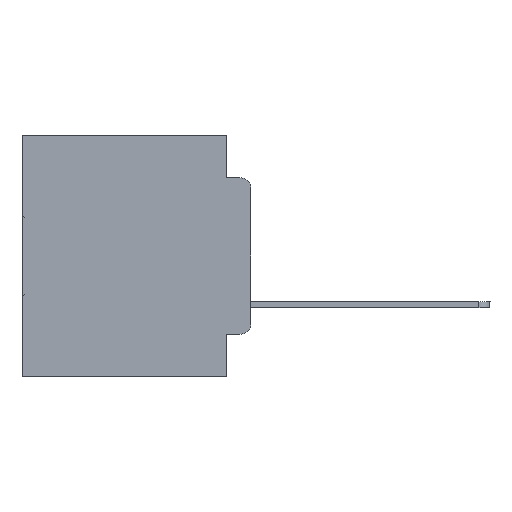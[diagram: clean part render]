
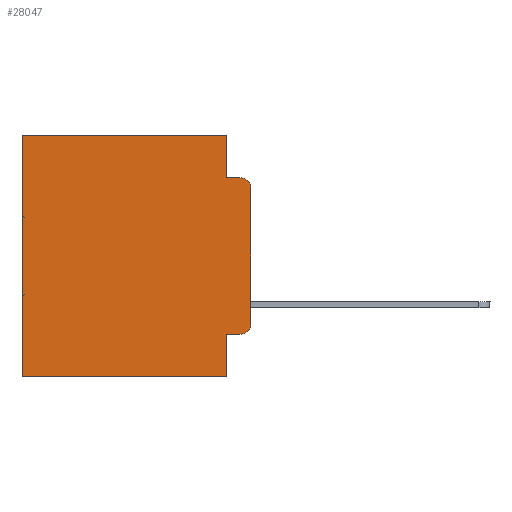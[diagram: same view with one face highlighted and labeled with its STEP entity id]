
A CAD part, left-side view. The second image highlights one B-rep face of the part: STEP entity #28047.
In plain terms, the highlighted planar face has unit normal (-1, 0, 0).
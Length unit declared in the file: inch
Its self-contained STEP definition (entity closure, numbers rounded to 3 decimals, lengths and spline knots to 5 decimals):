
#56 = EDGE_CURVE ( 'NONE', #16408, #28075, #21461, .T. ) ;
#184 = ORIENTED_EDGE ( 'NONE', *, *, #26359, .T. ) ;
#319 = EDGE_CURVE ( 'NONE', #8376, #6307, #13350, .T. ) ;
#866 = LINE ( 'NONE', #15658, #15488 ) ;
#1043 = VERTEX_POINT ( 'NONE', #18455 ) ;
#1224 = CIRCLE ( 'NONE', #26248, 0.02 ) ;
#1228 = CARTESIAN_POINT ( 'NONE',  ( 0.298, 0., 0. ) ) ;
#1474 = CARTESIAN_POINT ( 'NONE',  ( 0.298, 0.02, -0.0885 ) ) ;
#2004 = AXIS2_PLACEMENT_3D ( 'NONE', #21913, #19694, #16621 ) ;
#3734 = CARTESIAN_POINT ( 'NONE',  ( 0.298, 0.051, -0.4115 ) ) ;
#3787 = CARTESIAN_POINT ( 'NONE',  ( 0.298, 0.051, -0.5 ) ) ;
#3863 = DIRECTION ( 'NONE',  ( 0., 0., -1. ) ) ;
#3966 = DIRECTION ( 'NONE',  ( 0., -1., 0. ) ) ;
#4869 = VERTEX_POINT ( 'NONE', #28951 ) ;
#5351 = DIRECTION ( 'NONE',  ( 0., 0., -1. ) ) ;
#5466 = DIRECTION ( 'NONE',  ( 0., -1., 0. ) ) ;
#5992 = ORIENTED_EDGE ( 'NONE', *, *, #17992, .F. ) ;
#6016 = VERTEX_POINT ( 'NONE', #23065 ) ;
#6107 = PLANE ( 'NONE',  #17523 ) ;
#6307 = VERTEX_POINT ( 'NONE', #18995 ) ;
#7270 = VECTOR ( 'NONE', #3863, 39.37008 ) ;
#8154 = EDGE_LOOP ( 'NONE', ( #14665, #26561, #16872, #32354, #19373, #28016, #33250, #5992, #184, #32972 ) ) ;
#8178 = EDGE_CURVE ( 'NONE', #6016, #1043, #28406, .T. ) ;
#8189 = DIRECTION ( 'NONE',  ( 0., 0., -1. ) ) ;
#8376 = VERTEX_POINT ( 'NONE', #32997 ) ;
#8980 = DIRECTION ( 'NONE',  ( -1., 0., 0. ) ) ;
#9743 = VECTOR ( 'NONE', #22637, 39.37008 ) ;
#10541 = CARTESIAN_POINT ( 'NONE',  ( 0.298, 0.051, 0. ) ) ;
#10984 = DIRECTION ( 'NONE',  ( 1., 0., 0. ) ) ;
#11262 = VERTEX_POINT ( 'NONE', #3787 ) ;
#11631 = LINE ( 'NONE', #3734, #33395 ) ;
#11924 = DIRECTION ( 'NONE',  ( 0., 0., -1. ) ) ;
#12597 = CIRCLE ( 'NONE', #2004, 0.02 ) ;
#13127 = FACE_OUTER_BOUND ( 'NONE', #8154, .T. ) ;
#13350 = LINE ( 'NONE', #1228, #7270 ) ;
#14665 = ORIENTED_EDGE ( 'NONE', *, *, #319, .F. ) ;
#15034 = LINE ( 'NONE', #27476, #27525 ) ;
#15488 = VECTOR ( 'NONE', #5466, 39.37008 ) ;
#15658 = CARTESIAN_POINT ( 'NONE',  ( 0.298, 0.051, -0.0885 ) ) ;
#16206 = CARTESIAN_POINT ( 'NONE',  ( 0.298, 0., 0. ) ) ;
#16408 = VERTEX_POINT ( 'NONE', #23072 ) ;
#16561 = EDGE_CURVE ( 'NONE', #11262, #1043, #27578, .T. ) ;
#16621 = DIRECTION ( 'NONE',  ( 0., 0., -1. ) ) ;
#16631 = DIRECTION ( 'NONE',  ( 0., 1., 0. ) ) ;
#16872 = ORIENTED_EDGE ( 'NONE', *, *, #31605, .F. ) ;
#17523 = AXIS2_PLACEMENT_3D ( 'NONE', #16206, #10984, #29254 ) ;
#17992 = EDGE_CURVE ( 'NONE', #18228, #11262, #15034, .T. ) ;
#18011 = EDGE_CURVE ( 'NONE', #16408, #6016, #19066, .T. ) ;
#18228 = VERTEX_POINT ( 'NONE', #28702 ) ;
#18455 = CARTESIAN_POINT ( 'NONE',  ( 0.298, 0.473, -0.5 ) ) ;
#18950 = CARTESIAN_POINT ( 'NONE',  ( 0.298, 0.02, -0.3915 ) ) ;
#18995 = CARTESIAN_POINT ( 'NONE',  ( 0.298, 0., -0.3915 ) ) ;
#19066 = LINE ( 'NONE', #29969, #9743 ) ;
#19373 = ORIENTED_EDGE ( 'NONE', *, *, #18011, .T. ) ;
#19694 = DIRECTION ( 'NONE',  ( -1., 0., 0. ) ) ;
#21461 = LINE ( 'NONE', #10541, #22645 ) ;
#21552 = VECTOR ( 'NONE', #16631, 39.37008 ) ;
#21913 = CARTESIAN_POINT ( 'NONE',  ( 0.298, 0.02, -0.1085 ) ) ;
#21976 = VECTOR ( 'NONE', #8189, 39.37008 ) ;
#21984 = VERTEX_POINT ( 'NONE', #1474 ) ;
#22637 = DIRECTION ( 'NONE',  ( 0., 1., 0. ) ) ;
#22645 = VECTOR ( 'NONE', #5351, 39.37008 ) ;
#23065 = CARTESIAN_POINT ( 'NONE',  ( 0.298, 0.473, 0. ) ) ;
#23072 = CARTESIAN_POINT ( 'NONE',  ( 0.298, 0.051, 0. ) ) ;
#23223 = EDGE_CURVE ( 'NONE', #4869, #6307, #1224, .T. ) ;
#23668 = CARTESIAN_POINT ( 'NONE',  ( 0.298, 0.473, 0. ) ) ;
#26248 = AXIS2_PLACEMENT_3D ( 'NONE', #18950, #8980, #26926 ) ;
#26359 = EDGE_CURVE ( 'NONE', #18228, #4869, #11631, .T. ) ;
#26561 = ORIENTED_EDGE ( 'NONE', *, *, #32513, .T. ) ;
#26876 = CARTESIAN_POINT ( 'NONE',  ( 0.298, 0., -0.5 ) ) ;
#26926 = DIRECTION ( 'NONE',  ( 0., 0., -1. ) ) ;
#27476 = CARTESIAN_POINT ( 'NONE',  ( 0.298, 0.051, 0. ) ) ;
#27525 = VECTOR ( 'NONE', #11924, 39.37008 ) ;
#27578 = LINE ( 'NONE', #26876, #21552 ) ;
#28016 = ORIENTED_EDGE ( 'NONE', *, *, #8178, .T. ) ;
#28047 = ADVANCED_FACE ( 'NONE', ( #13127 ), #6107, .F. ) ;
#28075 = VERTEX_POINT ( 'NONE', #31942 ) ;
#28406 = LINE ( 'NONE', #23668, #21976 ) ;
#28702 = CARTESIAN_POINT ( 'NONE',  ( 0.298, 0.051, -0.4115 ) ) ;
#28951 = CARTESIAN_POINT ( 'NONE',  ( 0.298, 0.02, -0.4115 ) ) ;
#29254 = DIRECTION ( 'NONE',  ( 0., 0., -1. ) ) ;
#29969 = CARTESIAN_POINT ( 'NONE',  ( 0.298, 0., 0. ) ) ;
#31605 = EDGE_CURVE ( 'NONE', #28075, #21984, #866, .T. ) ;
#31942 = CARTESIAN_POINT ( 'NONE',  ( 0.298, 0.051, -0.0885 ) ) ;
#32354 = ORIENTED_EDGE ( 'NONE', *, *, #56, .F. ) ;
#32513 = EDGE_CURVE ( 'NONE', #8376, #21984, #12597, .T. ) ;
#32972 = ORIENTED_EDGE ( 'NONE', *, *, #23223, .T. ) ;
#32997 = CARTESIAN_POINT ( 'NONE',  ( 0.298, 0., -0.1085 ) ) ;
#33250 = ORIENTED_EDGE ( 'NONE', *, *, #16561, .F. ) ;
#33395 = VECTOR ( 'NONE', #3966, 39.37008 ) ;
